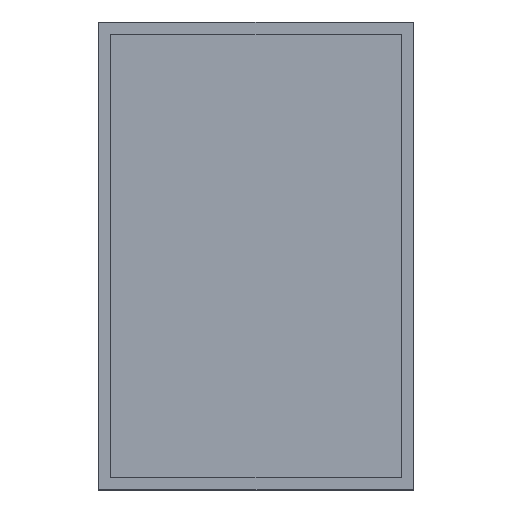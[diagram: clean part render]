
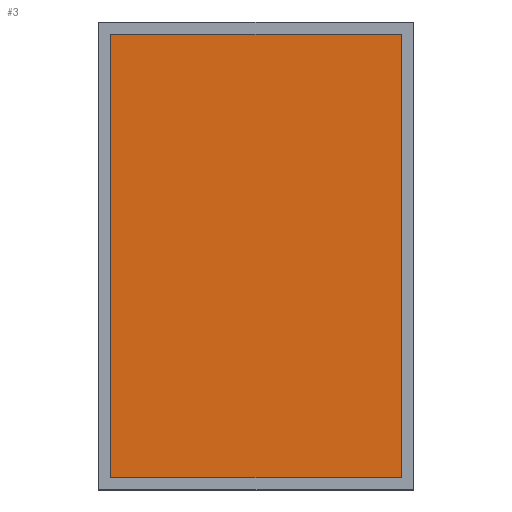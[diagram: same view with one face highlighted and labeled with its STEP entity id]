
A CAD part, top view. The second image highlights one B-rep face of the part: STEP entity #3.
In plain terms, the highlighted planar face has unit normal (0, 0, 1).
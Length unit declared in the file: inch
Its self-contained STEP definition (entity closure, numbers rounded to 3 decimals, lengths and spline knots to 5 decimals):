
#3 = ADVANCED_FACE ( 'NONE', ( #18 ), #103, .T. ) ;
#7 = CARTESIAN_POINT ( 'NONE',  ( 1.1875, 1.8125, 0.1 ) ) ;
#15 = CARTESIAN_POINT ( 'NONE',  ( -1.2875, 1.8125, 0.1 ) ) ;
#18 = FACE_OUTER_BOUND ( 'NONE', #262, .T. ) ;
#28 = EDGE_CURVE ( 'NONE', #297, #114, #147, .T. ) ;
#33 = EDGE_CURVE ( 'NONE', #189, #297, #102, .T. ) ;
#34 = ORIENTED_EDGE ( 'NONE', *, *, #33, .T. ) ;
#42 = DIRECTION ( 'NONE',  ( 1., 0., 0. ) ) ;
#52 = CARTESIAN_POINT ( 'NONE',  ( -1.1875, 1.8125, 0.1 ) ) ;
#70 = EDGE_CURVE ( 'NONE', #114, #93, #276, .T. ) ;
#77 = DIRECTION ( 'NONE',  ( 0., -1., 0. ) ) ;
#78 = CARTESIAN_POINT ( 'NONE',  ( -1.2875, -1.8125, 0.1 ) ) ;
#93 = VERTEX_POINT ( 'NONE', #127 ) ;
#102 = LINE ( 'NONE', #202, #220 ) ;
#103 = PLANE ( 'NONE',  #328 ) ;
#114 = VERTEX_POINT ( 'NONE', #52 ) ;
#124 = DIRECTION ( 'NONE',  ( -1., 0., 0. ) ) ;
#127 = CARTESIAN_POINT ( 'NONE',  ( -1.1875, -1.8125, 0.1 ) ) ;
#146 = ORIENTED_EDGE ( 'NONE', *, *, #70, .T. ) ;
#147 = LINE ( 'NONE', #15, #183 ) ;
#154 = CARTESIAN_POINT ( 'NONE',  ( 1.1875, -1.8125, 0.1 ) ) ;
#168 = ORIENTED_EDGE ( 'NONE', *, *, #179, .T. ) ;
#171 = VECTOR ( 'NONE', #77, 39.37008 ) ;
#179 = EDGE_CURVE ( 'NONE', #93, #189, #259, .T. ) ;
#180 = DIRECTION ( 'NONE',  ( 1., 0., 0. ) ) ;
#183 = VECTOR ( 'NONE', #124, 39.37008 ) ;
#189 = VERTEX_POINT ( 'NONE', #154 ) ;
#202 = CARTESIAN_POINT ( 'NONE',  ( 1.1875, -1.9125, 0.1 ) ) ;
#220 = VECTOR ( 'NONE', #222, 39.37008 ) ;
#222 = DIRECTION ( 'NONE',  ( 0., 1., 0. ) ) ;
#228 = ORIENTED_EDGE ( 'NONE', *, *, #28, .T. ) ;
#245 = CARTESIAN_POINT ( 'NONE',  ( 0., 0., 0.1 ) ) ;
#251 = VECTOR ( 'NONE', #180, 39.37008 ) ;
#259 = LINE ( 'NONE', #78, #251 ) ;
#262 = EDGE_LOOP ( 'NONE', ( #168, #34, #228, #146 ) ) ;
#274 = DIRECTION ( 'NONE',  ( 0., 0., 1. ) ) ;
#276 = LINE ( 'NONE', #300, #171 ) ;
#297 = VERTEX_POINT ( 'NONE', #7 ) ;
#300 = CARTESIAN_POINT ( 'NONE',  ( -1.1875, -1.9125, 0.1 ) ) ;
#328 = AXIS2_PLACEMENT_3D ( 'NONE', #245, #274, #42 ) ;
